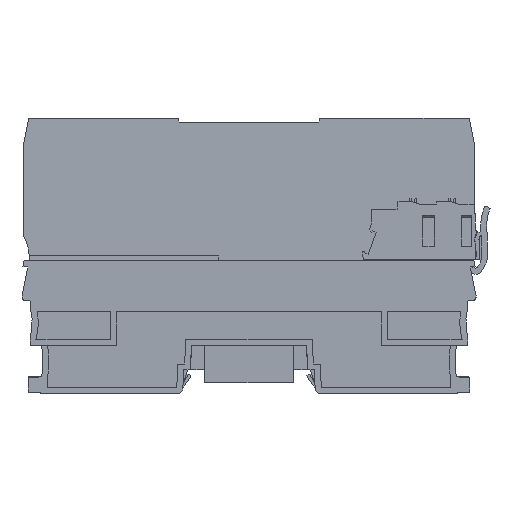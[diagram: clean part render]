
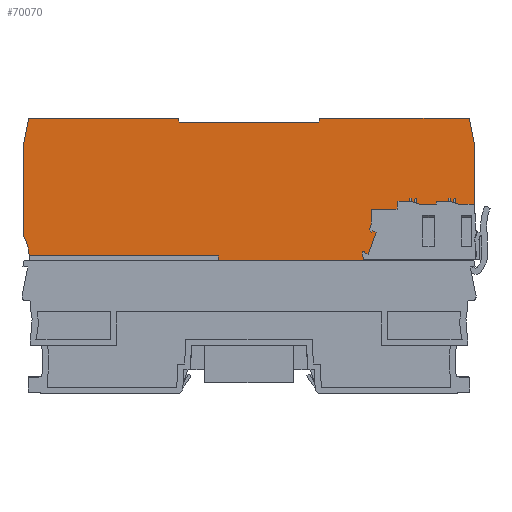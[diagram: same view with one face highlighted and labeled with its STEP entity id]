
A CAD part, left-side view. The second image highlights one B-rep face of the part: STEP entity #70070.
In plain terms, the highlighted face is planar.
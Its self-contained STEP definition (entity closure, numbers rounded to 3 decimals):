
#14090=CARTESIAN_POINT('',(160.947,91.05,
390.869));
#14100=VERTEX_POINT('',#14090);
#14130=CARTESIAN_POINT('',(102.002,91.05,
390.869));
#14140=DIRECTION('',(-1.,0.,0.));
#14150=VECTOR('',#14140,1.);
#14160=LINE('',#14130,#14150);
#14170=CARTESIAN_POINT('',(160.932,91.05,
390.869));
#14180=VERTEX_POINT('',#14170);
#14190=EDGE_CURVE('',#14100,#14180,#14160,.T.);
#14410=CARTESIAN_POINT('',(109.732,91.05,
390.869));
#14420=VERTEX_POINT('',#14410);
#14450=CARTESIAN_POINT('',(146.677,91.05,
390.869));
#14460=DIRECTION('',(-1.,0.,0.));
#14470=VECTOR('',#14460,1.);
#14480=LINE('',#14450,#14470);
#14490=CARTESIAN_POINT('',(42.315,91.05,
390.869));
#14500=VERTEX_POINT('',#14490);
#14510=EDGE_CURVE('',#14420,#14500,#14480,.T.);
#38990=CARTESIAN_POINT('',(109.985,92.35,
390.88));
#39000=VERTEX_POINT('',#38990);
#39030=CARTESIAN_POINT('',(111.557,100.438,
390.951));
#39040=DIRECTION('',(0.191,0.982,
0.009));
#39050=VECTOR('',#39040,1.);
#39060=LINE('',#39030,#39050);
#39070=EDGE_CURVE('',#14420,#39000,#39060,.T.);
#40120=CARTESIAN_POINT('',(160.68,92.35,
390.88));
#40130=VERTEX_POINT('',#40120);
#40160=CARTESIAN_POINT('',(102.262,92.35,
390.88));
#40170=DIRECTION('',(1.,0.,0.));
#40180=VECTOR('',#40170,1.);
#40190=LINE('',#40160,#40180);
#40200=EDGE_CURVE('',#39000,#40130,#40190,.T.);
#56460=CARTESIAN_POINT('',(164.954,70.359,
390.689));
#56470=DIRECTION('',(0.191,-0.982,
-0.009));
#56480=VECTOR('',#56470,1.);
#56490=LINE('',#56460,#56480);
#56500=EDGE_CURVE('',#40130,#14180,#56490,.T.);
#56930=CARTESIAN_POINT('',(86.237,100.438,
390.951));
#56940=DIRECTION('',(-0.122,0.993,
0.009));
#56950=VECTOR('',#56940,1.);
#56960=LINE('',#56930,#56950);
#56970=CARTESIAN_POINT('',(82.797,128.45,
391.196));
#56980=VERTEX_POINT('',#56970);
#56990=CARTESIAN_POINT('',(82.675,129.45,
391.204));
#57000=VERTEX_POINT('',#56990);
#57010=EDGE_CURVE('',#56980,#57000,#56960,.T.);
#60050=CARTESIAN_POINT('',(40.931,100.438,
390.951));
#60060=DIRECTION('',(0.,1.,
0.009));
#60070=VECTOR('',#60060,1.);
#60080=LINE('',#60050,#60070);
#60090=CARTESIAN_POINT('',(40.931,97.694,
390.927));
#60100=VERTEX_POINT('',#60090);
#60110=CARTESIAN_POINT('',(40.931,122.888,
391.147));
#60120=VERTEX_POINT('',#60110);
#60130=EDGE_CURVE('',#60100,#60120,#60080,.T.);
#69140=CARTESIAN_POINT('',(30.608,92.078,
390.878));
#69150=DIRECTION('',(0.,-0.009,
1.));
#69160=DIRECTION('',(0.,1.,
0.009));
#69170=AXIS2_PLACEMENT_3D('',#69140,#69150,#69160);
#69180=ELLIPSE('',#69170,11.753,11.752);
#69190=EDGE_CURVE('',#14500,#60100,#69180,.T.);
#69310=CARTESIAN_POINT('',(44.106,88.1,
390.843));
#69320=DIRECTION('',(0.,-0.009,
1.));
#69330=DIRECTION('',(1.,0.,0.));
#69340=AXIS2_PLACEMENT_3D('',#69310,#69320,#69330);
#69350=PLANE('',#69340);
#69360=ORIENTED_EDGE('',*,*,#69190,.T.);
#69370=ORIENTED_EDGE('',*,*,#14510,.T.);
#69380=ORIENTED_EDGE('',*,*,#39070,.F.);
#69390=ORIENTED_EDGE('',*,*,#40200,.F.);
#69400=ORIENTED_EDGE('',*,*,#56500,.F.);
#69410=ORIENTED_EDGE('',*,*,#14190,.T.);
#69420=CARTESIAN_POINT('',(172.655,92.078,
390.878));
#69430=DIRECTION('',(0.,-0.009,
1.));
#69440=DIRECTION('',(0.,1.,
0.009));
#69450=AXIS2_PLACEMENT_3D('',#69420,#69430,#69440);
#69460=ELLIPSE('',#69450,11.753,11.752);
#69470=CARTESIAN_POINT('',(162.332,97.696,
390.927));
#69480=VERTEX_POINT('',#69470);
#69490=EDGE_CURVE('',#69480,#14100,#69460,.T.);
#69500=ORIENTED_EDGE('',*,*,#69490,.T.);
#69510=CARTESIAN_POINT('',(162.332,100.438,
390.951));
#69520=DIRECTION('',(0.,1.,
0.009));
#69530=VECTOR('',#69520,1.);
#69540=LINE('',#69510,#69530);
#69550=CARTESIAN_POINT('',(162.332,122.944,
391.147));
#69560=VERTEX_POINT('',#69550);
#69570=EDGE_CURVE('',#69480,#69560,#69540,.T.);
#69580=ORIENTED_EDGE('',*,*,#69570,.F.);
#69590=CARTESIAN_POINT('',(166.829,100.438,
390.951));
#69600=DIRECTION('',(-0.196,0.981,
0.009));
#69610=VECTOR('',#69600,1.);
#69620=LINE('',#69590,#69610);
#69630=CARTESIAN_POINT('',(161.032,129.45,
391.204));
#69640=VERTEX_POINT('',#69630);
#69650=EDGE_CURVE('',#69560,#69640,#69620,.T.);
#69660=ORIENTED_EDGE('',*,*,#69650,.F.);
#69670=CARTESIAN_POINT('',(146.677,129.45,
391.204));
#69680=DIRECTION('',(-1.,0.,0.));
#69690=VECTOR('',#69680,1.);
#69700=LINE('',#69670,#69690);
#69710=CARTESIAN_POINT('',(120.59,129.45,
391.204));
#69720=VERTEX_POINT('',#69710);
#69730=EDGE_CURVE('',#69640,#69720,#69700,.T.);
#69740=ORIENTED_EDGE('',*,*,#69730,.F.);
#69750=CARTESIAN_POINT('',(117.028,100.438,
390.951));
#69760=DIRECTION('',(-0.122,-0.993,
-0.009));
#69770=VECTOR('',#69760,1.);
#69780=LINE('',#69750,#69770);
#69790=CARTESIAN_POINT('',(120.467,128.45,
391.196));
#69800=VERTEX_POINT('',#69790);
#69810=EDGE_CURVE('',#69720,#69800,#69780,.T.);
#69820=ORIENTED_EDGE('',*,*,#69810,.F.);
#69830=CARTESIAN_POINT('',(146.677,128.45,
391.196));
#69840=DIRECTION('',(-1.,0.,0.));
#69850=VECTOR('',#69840,1.);
#69860=LINE('',#69830,#69850);
#69870=EDGE_CURVE('',#69800,#56980,#69860,.T.);
#69880=ORIENTED_EDGE('',*,*,#69870,.F.);
#69890=ORIENTED_EDGE('',*,*,#57010,.F.);
#69900=CARTESIAN_POINT('',(146.677,129.45,
391.204));
#69910=DIRECTION('',(1.,0.,0.));
#69920=VECTOR('',#69910,1.);
#69930=LINE('',#69900,#69920);
#69940=CARTESIAN_POINT('',(42.242,129.45,
391.204));
#69950=VERTEX_POINT('',#69940);
#69960=EDGE_CURVE('',#69950,#57000,#69930,.T.);
#69970=ORIENTED_EDGE('',*,*,#69960,.T.);
#69980=CARTESIAN_POINT('',(36.445,100.438,
390.951));
#69990=DIRECTION('',(0.196,0.981,
0.009));
#70000=VECTOR('',#69990,1.);
#70010=LINE('',#69980,#70000);
#70020=EDGE_CURVE('',#60120,#69950,#70010,.T.);
#70030=ORIENTED_EDGE('',*,*,#70020,.T.);
#70040=ORIENTED_EDGE('',*,*,#60130,.T.);
#70050=EDGE_LOOP('',(#70040,#70030,#69970,#69890,#69880,#69820,#69740,
#69660,#69580,#69500,#69410,#69400,#69390,#69380,#69370,#69360));
#70060=FACE_OUTER_BOUND('',#70050,.T.);
#70070=ADVANCED_FACE('',(#70060),#69350,.F.);
